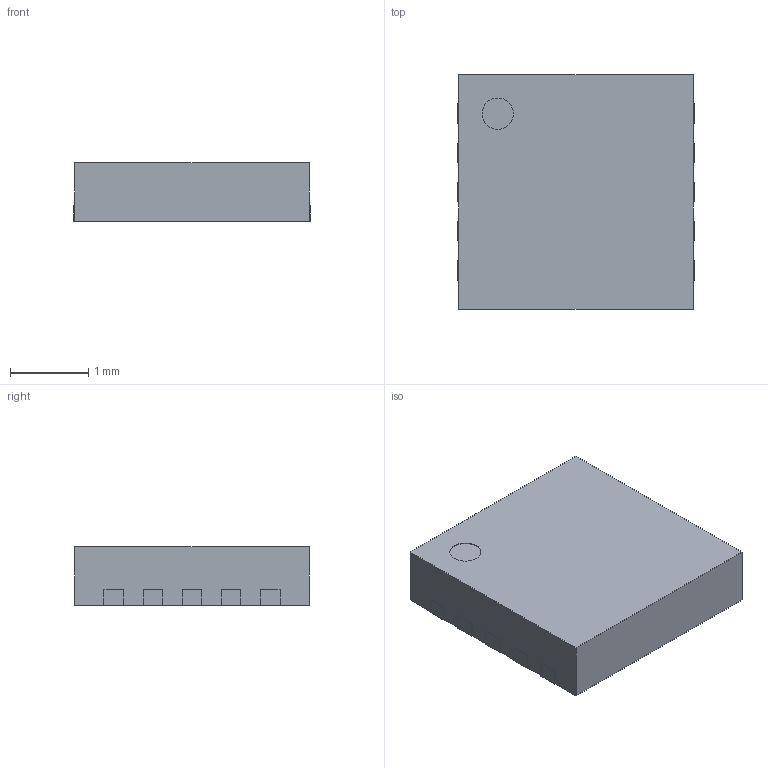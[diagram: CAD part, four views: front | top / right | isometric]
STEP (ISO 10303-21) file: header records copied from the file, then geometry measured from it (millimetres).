
FILE_DESCRIPTION(('FreeCAD Model'),'2;1');
FILE_NAME('Open CASCADE Shape Model','2023-05-02T10:54:18',(''),(''), 'Open CASCADE STEP processor 7.6','FreeCAD','Unknown');
FILE_SCHEMA(('AUTOMOTIVE_DESIGN { 1 0 10303 214 1 1 1 1 }'));
Length unit declared in the file: millimetre
Products named in the file (1): Pocket001
Bounding box: 3.02 x 3 x 0.75 mm (x, y, z)
Volume: 6.7 mm3; surface area: 27.2 mm2
Topology: 1 solids, 1 shells, 77 faces, 199 edges, 126 vertices
Faces by surface type: plane 73, cylinder 4
Full cylindrical faces by diameter (mm): 0.4 x1
Entity records: 2843 total; most frequent: CARTESIAN_POINT 403, ORIENTED_EDGE 398, DIRECTION 373, EDGE_CURVE 199, LINE 181, VECTOR 181, VERTEX_POINT 126, AXIS2_PLACEMENT_3D 96
